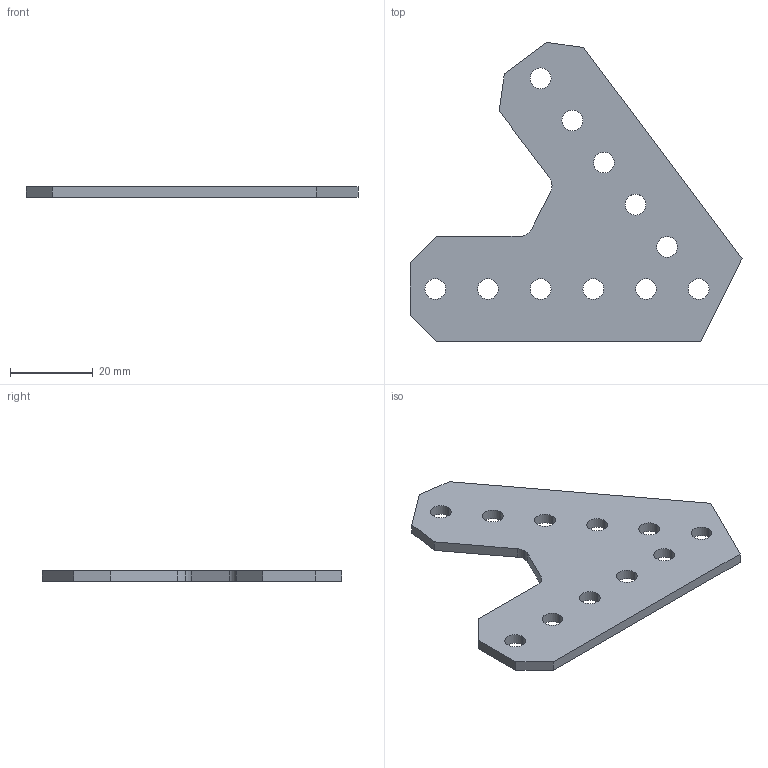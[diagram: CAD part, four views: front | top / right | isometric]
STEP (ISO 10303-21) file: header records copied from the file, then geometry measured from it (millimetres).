
FILE_DESCRIPTION (( 'STEP AP203' ), '1' );
FILE_NAME ('REV-21-2317.STEP', '2022-03-31T20:25:05', ( '' ), ( '' ), 'SwSTEP 2.0', 'SolidWorks 2022', '' );
FILE_SCHEMA (( 'CONFIG_CONTROL_DESIGN' ));
Length unit declared in the file: inch
Products named in the file (1): REV-21-2317
Bounding box: 80.04 x 72.19 x 2.5 mm (x, y, z)
Volume: 7725.1 mm3; surface area: 7283.4 mm2
Topology: 1 solids, 1 shells, 39 faces, 111 edges, 74 vertices
Faces by surface type: cylinder 25, plane 14
Entity records: 1418 total; most frequent: DIRECTION 241, CARTESIAN_POINT 225, ORIENTED_EDGE 222, EDGE_CURVE 111, AXIS2_PLACEMENT_3D 90, VERTEX_POINT 74, VECTOR 61, LINE 61
